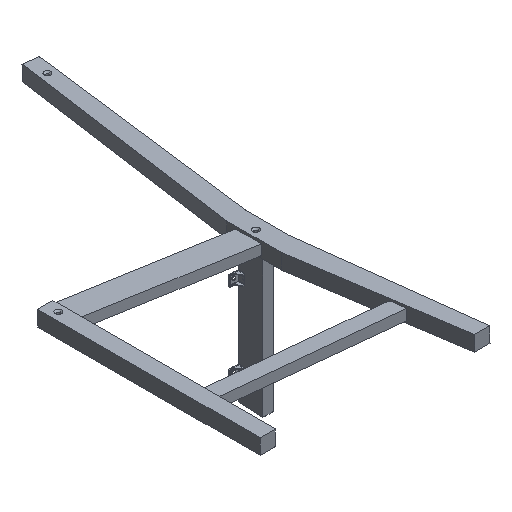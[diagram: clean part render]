
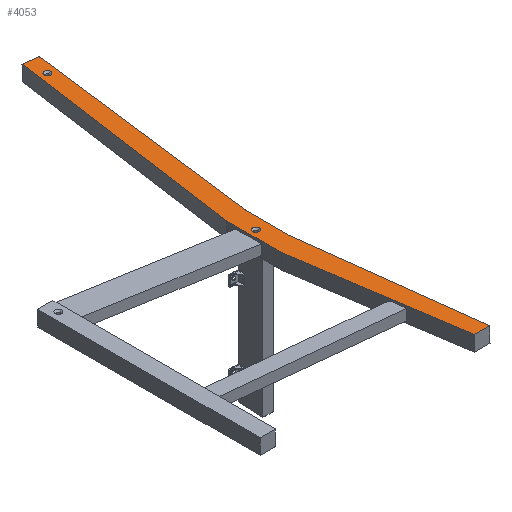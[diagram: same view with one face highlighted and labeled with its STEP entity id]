
A CAD part, isometric view. The second image highlights one B-rep face of the part: STEP entity #4053.
In plain terms, the highlighted planar face has unit normal (0, 0, 1).
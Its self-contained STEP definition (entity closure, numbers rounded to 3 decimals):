
#81 = LINE ( 'NONE', #158, #4384 ) ;
#82 = EDGE_CURVE ( 'NONE', #1628, #1139, #549, .T. ) ;
#128 = CARTESIAN_POINT ( 'NONE',  ( 435.649, 860.216, -20. ) ) ;
#156 = CARTESIAN_POINT ( 'NONE',  ( 391.534, 350.095, -20. ) ) ;
#158 = CARTESIAN_POINT ( 'NONE',  ( 402.39, 0., -20. ) ) ;
#195 = EDGE_CURVE ( 'NONE', #4593, #2866, #3132, .T. ) ;
#229 = EDGE_LOOP ( 'NONE', ( #2925, #2398 ) ) ;
#296 = ORIENTED_EDGE ( 'NONE', *, *, #1940, .F. ) ;
#306 = VECTOR ( 'NONE', #2204, 1000. ) ;
#351 = CARTESIAN_POINT ( 'NONE',  ( 361.905, 391.455, -20. ) ) ;
#360 = FACE_BOUND ( 'NONE', #1737, .T. ) ;
#427 = CARTESIAN_POINT ( 'NONE',  ( 434.534, 0., -20. ) ) ;
#479 = DIRECTION ( 'NONE',  ( 1., 0., 0. ) ) ;
#509 = EDGE_CURVE ( 'NONE', #3984, #3147, #3464, .T. ) ;
#549 = LINE ( 'NONE', #3312, #4172 ) ;
#564 = ORIENTED_EDGE ( 'NONE', *, *, #2918, .F. ) ;
#589 = CIRCLE ( 'NONE', #1411, 6.3 ) ;
#597 = CARTESIAN_POINT ( 'NONE',  ( 354.534, 435., -20. ) ) ;
#685 = DIRECTION ( 'NONE',  ( 0., -1., 0. ) ) ;
#699 = VECTOR ( 'NONE', #3418, 1000. ) ;
#805 = DIRECTION ( 'NONE',  ( 0., 0., 1. ) ) ;
#822 = ORIENTED_EDGE ( 'NONE', *, *, #1854, .F. ) ;
#838 = CARTESIAN_POINT ( 'NONE',  ( 429.349, 860.216, -20. ) ) ;
#914 = LINE ( 'NONE', #1230, #1087 ) ;
#961 = DIRECTION ( 'NONE',  ( 0., 0., -1. ) ) ;
#971 = ORIENTED_EDGE ( 'NONE', *, *, #2955, .F. ) ;
#983 = CARTESIAN_POINT ( 'NONE',  ( 450.245, 0., -20. ) ) ;
#1087 = VECTOR ( 'NONE', #3758, 1000. ) ;
#1103 = FACE_BOUND ( 'NONE', #229, .T. ) ;
#1123 = AXIS2_PLACEMENT_3D ( 'NONE', #4399, #805, #3346 ) ;
#1139 = VERTEX_POINT ( 'NONE', #2533 ) ;
#1168 = ORIENTED_EDGE ( 'NONE', *, *, #3854, .F. ) ;
#1193 = CARTESIAN_POINT ( 'NONE',  ( 354.534, 328.013, -20. ) ) ;
#1199 = VERTEX_POINT ( 'NONE', #1824 ) ;
#1230 = CARTESIAN_POINT ( 'NONE',  ( 354.534, 452.989, -20. ) ) ;
#1358 = DIRECTION ( 'NONE',  ( 1., 0., 0. ) ) ;
#1363 = CARTESIAN_POINT ( 'NONE',  ( 423.049, 860.216, -20. ) ) ;
#1386 = VERTEX_POINT ( 'NONE', #156 ) ;
#1411 = AXIS2_PLACEMENT_3D ( 'NONE', #4292, #2150, #2887 ) ;
#1483 = CARTESIAN_POINT ( 'NONE',  ( 404.534, 0., -20. ) ) ;
#1584 = DIRECTION ( 'NONE',  ( 0., 0., 1. ) ) ;
#1628 = VERTEX_POINT ( 'NONE', #2913 ) ;
#1664 = CARTESIAN_POINT ( 'NONE',  ( 374.505, 391.455, -20. ) ) ;
#1673 = VECTOR ( 'NONE', #3742, 1000. ) ;
#1737 = EDGE_LOOP ( 'NONE', ( #2813, #2175 ) ) ;
#1824 = CARTESIAN_POINT ( 'NONE',  ( 354.534, 328.013, -20. ) ) ;
#1854 = EDGE_CURVE ( 'NONE', #4080, #1628, #3806, .T. ) ;
#1880 = EDGE_CURVE ( 'NONE', #3147, #3984, #3469, .T. ) ;
#1906 = ORIENTED_EDGE ( 'NONE', *, *, #82, .F. ) ;
#1930 = VERTEX_POINT ( 'NONE', #2329 ) ;
#1940 = EDGE_CURVE ( 'NONE', #1199, #4080, #914, .T. ) ;
#2084 = DIRECTION ( 'NONE',  ( 0., 0., 1. ) ) ;
#2150 = DIRECTION ( 'NONE',  ( 0., 0., 1. ) ) ;
#2175 = ORIENTED_EDGE ( 'NONE', *, *, #509, .F. ) ;
#2204 = DIRECTION ( 'NONE',  ( 0.122, -0.993, 0. ) ) ;
#2208 = CARTESIAN_POINT ( 'NONE',  ( 419.966, 900.574, -20. ) ) ;
#2329 = CARTESIAN_POINT ( 'NONE',  ( 434.534, 0., -20. ) ) ;
#2377 = AXIS2_PLACEMENT_3D ( 'NONE', #3164, #2084, #1358 ) ;
#2398 = ORIENTED_EDGE ( 'NONE', *, *, #4093, .F. ) ;
#2416 = LINE ( 'NONE', #1193, #1673 ) ;
#2533 = CARTESIAN_POINT ( 'NONE',  ( 449.674, 896.399, -20. ) ) ;
#2646 = CARTESIAN_POINT ( 'NONE',  ( 391.534, 435., -20. ) ) ;
#2813 = ORIENTED_EDGE ( 'NONE', *, *, #1880, .F. ) ;
#2866 = VERTEX_POINT ( 'NONE', #351 ) ;
#2880 = CARTESIAN_POINT ( 'NONE',  ( 391.534, 452.989, -20. ) ) ;
#2887 = DIRECTION ( 'NONE',  ( 1., 0., 0. ) ) ;
#2913 = CARTESIAN_POINT ( 'NONE',  ( 419.966, 900.574, -20. ) ) ;
#2918 = EDGE_CURVE ( 'NONE', #4438, #1386, #3644, .T. ) ;
#2924 = VECTOR ( 'NONE', #2930, 1000. ) ;
#2925 = ORIENTED_EDGE ( 'NONE', *, *, #195, .F. ) ;
#2930 = DIRECTION ( 'NONE',  ( 0.139, 0.99, 0. ) ) ;
#2938 = VERTEX_POINT ( 'NONE', #1483 ) ;
#2939 = VECTOR ( 'NONE', #685, 1000. ) ;
#2955 = EDGE_CURVE ( 'NONE', #1386, #1930, #4439, .T. ) ;
#3132 = CIRCLE ( 'NONE', #2377, 6.3 ) ;
#3147 = VERTEX_POINT ( 'NONE', #128 ) ;
#3149 = FACE_OUTER_BOUND ( 'NONE', #3336, .T. ) ;
#3164 = CARTESIAN_POINT ( 'NONE',  ( 368.205, 391.455, -20. ) ) ;
#3298 = DIRECTION ( 'NONE',  ( 0.99, -0.139, 0. ) ) ;
#3312 = CARTESIAN_POINT ( 'NONE',  ( 449.674, 896.399, -20. ) ) ;
#3336 = EDGE_LOOP ( 'NONE', ( #1168, #971, #564, #4474, #1906, #822, #296, #3764 ) ) ;
#3346 = DIRECTION ( 'NONE',  ( 1., 0., 0. ) ) ;
#3418 = DIRECTION ( 'NONE',  ( -0.125, -0.992, 0. ) ) ;
#3451 = DIRECTION ( 'NONE',  ( -1., 0., 0. ) ) ;
#3458 = CARTESIAN_POINT ( 'NONE',  ( 391.534, 435., -20. ) ) ;
#3464 = CIRCLE ( 'NONE', #1123, 6.3 ) ;
#3469 = CIRCLE ( 'NONE', #3767, 6.3 ) ;
#3502 = PLANE ( 'NONE',  #4010 ) ;
#3644 = LINE ( 'NONE', #2880, #2939 ) ;
#3742 = DIRECTION ( 'NONE',  ( -0.151, 0.989, 0. ) ) ;
#3758 = DIRECTION ( 'NONE',  ( 0., 1., 0. ) ) ;
#3764 = ORIENTED_EDGE ( 'NONE', *, *, #4493, .F. ) ;
#3767 = AXIS2_PLACEMENT_3D ( 'NONE', #838, #1584, #479 ) ;
#3806 = LINE ( 'NONE', #2208, #2924 ) ;
#3854 = EDGE_CURVE ( 'NONE', #1930, #2938, #81, .T. ) ;
#3870 = LINE ( 'NONE', #3458, #699 ) ;
#3984 = VERTEX_POINT ( 'NONE', #1363 ) ;
#4010 = AXIS2_PLACEMENT_3D ( 'NONE', #983, #961, #4183 ) ;
#4053 = ADVANCED_FACE ( 'NONE', ( #1103, #360, #3149 ), #3502, .F. ) ;
#4080 = VERTEX_POINT ( 'NONE', #597 ) ;
#4093 = EDGE_CURVE ( 'NONE', #2866, #4593, #589, .T. ) ;
#4172 = VECTOR ( 'NONE', #3298, 1000. ) ;
#4183 = DIRECTION ( 'NONE',  ( -1., 0., 0. ) ) ;
#4292 = CARTESIAN_POINT ( 'NONE',  ( 368.205, 391.455, -20. ) ) ;
#4384 = VECTOR ( 'NONE', #3451, 1000. ) ;
#4399 = CARTESIAN_POINT ( 'NONE',  ( 429.349, 860.216, -20. ) ) ;
#4438 = VERTEX_POINT ( 'NONE', #2646 ) ;
#4439 = LINE ( 'NONE', #427, #306 ) ;
#4474 = ORIENTED_EDGE ( 'NONE', *, *, #4585, .F. ) ;
#4493 = EDGE_CURVE ( 'NONE', #2938, #1199, #2416, .T. ) ;
#4585 = EDGE_CURVE ( 'NONE', #1139, #4438, #3870, .T. ) ;
#4593 = VERTEX_POINT ( 'NONE', #1664 ) ;
